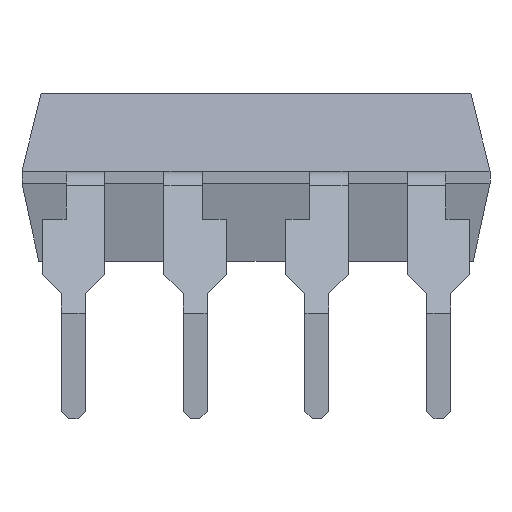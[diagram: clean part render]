
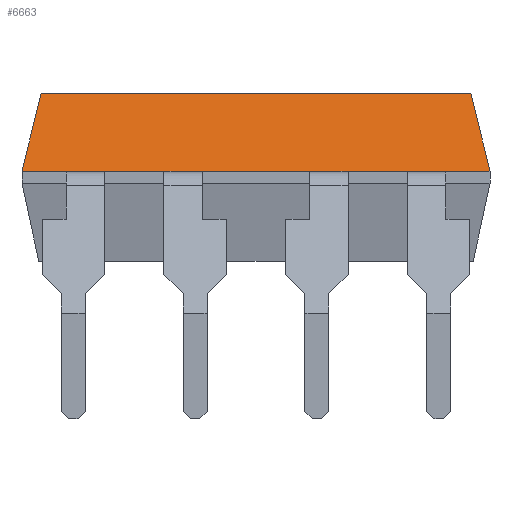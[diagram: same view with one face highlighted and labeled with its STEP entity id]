
A CAD part, front view. The second image highlights one B-rep face of the part: STEP entity #6663.
In plain terms, the highlighted planar face has unit normal (0, -0.971, 0.239).
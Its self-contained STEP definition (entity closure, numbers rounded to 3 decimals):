
#265=LINE('',#8869,#866);
#287=LINE('',#9383,#888);
#299=LINE('',#9407,#900);
#311=LINE('',#9431,#912);
#323=LINE('',#9455,#924);
#340=LINE('',#9484,#941);
#342=LINE('',#9488,#943);
#344=LINE('',#9492,#945);
#346=LINE('',#9495,#947);
#362=LINE('',#9522,#963);
#363=LINE('',#9524,#964);
#367=LINE('',#9529,#968);
#866=VECTOR('',#7285,1000.);
#888=VECTOR('',#7311,1000.);
#900=VECTOR('',#7331,1000.);
#912=VECTOR('',#7351,1000.);
#924=VECTOR('',#7371,1000.);
#941=VECTOR('',#7402,1000.);
#943=VECTOR('',#7406,1000.);
#945=VECTOR('',#7410,1000.);
#947=VECTOR('',#7414,1000.);
#963=VECTOR('',#7440,1000.);
#964=VECTOR('',#7443,1000.);
#968=VECTOR('',#7449,1000.);
#1723=ORIENTED_EDGE('',*,*,#3113,.F.);
#1724=ORIENTED_EDGE('',*,*,#3251,.F.);
#1725=ORIENTED_EDGE('',*,*,#3226,.T.);
#1726=ORIENTED_EDGE('',*,*,#3183,.T.);
#1727=ORIENTED_EDGE('',*,*,#3224,.T.);
#1728=ORIENTED_EDGE('',*,*,#3171,.T.);
#1729=ORIENTED_EDGE('',*,*,#3246,.T.);
#1730=ORIENTED_EDGE('',*,*,#3195,.T.);
#1731=ORIENTED_EDGE('',*,*,#3228,.T.);
#1732=ORIENTED_EDGE('',*,*,#3207,.T.);
#1733=ORIENTED_EDGE('',*,*,#3230,.T.);
#1734=ORIENTED_EDGE('',*,*,#3247,.F.);
#3113=EDGE_CURVE('',#3917,#3919,#265,.T.);
#3171=EDGE_CURVE('',#3977,#3976,#287,.T.);
#3183=EDGE_CURVE('',#3985,#3984,#299,.T.);
#3195=EDGE_CURVE('',#3993,#3992,#311,.T.);
#3207=EDGE_CURVE('',#4001,#4000,#323,.T.);
#3224=EDGE_CURVE('',#3984,#3977,#340,.T.);
#3226=EDGE_CURVE('',#4007,#3985,#342,.T.);
#3228=EDGE_CURVE('',#3992,#4001,#344,.T.);
#3230=EDGE_CURVE('',#4000,#4008,#346,.T.);
#3246=EDGE_CURVE('',#3976,#3993,#362,.T.);
#3247=EDGE_CURVE('',#3919,#4008,#363,.T.);
#3251=EDGE_CURVE('',#4007,#3917,#367,.T.);
#3917=VERTEX_POINT('',#8867);
#3919=VERTEX_POINT('',#8870);
#3976=VERTEX_POINT('',#9382);
#3977=VERTEX_POINT('',#9384);
#3984=VERTEX_POINT('',#9406);
#3985=VERTEX_POINT('',#9408);
#3992=VERTEX_POINT('',#9430);
#3993=VERTEX_POINT('',#9432);
#4000=VERTEX_POINT('',#9454);
#4001=VERTEX_POINT('',#9456);
#4007=VERTEX_POINT('',#9489);
#4008=VERTEX_POINT('',#9496);
#4484=EDGE_LOOP('',(#1723,#1724,#1725,#1726,#1727,#1728,#1729,#1730,#1731,
#1732,#1733,#1734));
#4825=FACE_BOUND('',#4484,.T.);
#5148=PLANE('',#6992);
#6663=ADVANCED_FACE('',(#4825),#5148,.F.);
#6992=AXIS2_PLACEMENT_3D('',#9536,#7461,#7462);
#7285=DIRECTION('',(1.,0.,0.));
#7311=DIRECTION('',(1.,0.,0.));
#7331=DIRECTION('',(1.,0.,0.));
#7351=DIRECTION('',(1.,0.,0.));
#7371=DIRECTION('',(1.,0.,0.));
#7402=DIRECTION('',(1.,0.,0.));
#7406=DIRECTION('',(1.,0.,0.));
#7410=DIRECTION('',(1.,0.,0.));
#7414=DIRECTION('',(1.,0.,0.));
#7440=DIRECTION('',(1.,0.,0.));
#7443=DIRECTION('',(0.232,-0.232,-0.944));
#7449=DIRECTION('',(0.232,0.232,0.944));
#7461=DIRECTION('',(0.,0.971,-0.239));
#7462=DIRECTION('',(0.,0.239,0.971));
#8867=CARTESIAN_POINT('',(-4.48,-2.9,3.5));
#8869=CARTESIAN_POINT('',(-4.88,-2.9,3.5));
#8870=CARTESIAN_POINT('',(4.48,-2.9,3.5));
#9382=CARTESIAN_POINT('',(-1.12,-3.3,1.875));
#9383=CARTESIAN_POINT('',(-4.88,-3.3,1.875));
#9384=CARTESIAN_POINT('',(-1.92,-3.3,1.875));
#9406=CARTESIAN_POINT('',(-3.16,-3.3,1.875));
#9407=CARTESIAN_POINT('',(-4.88,-3.3,1.875));
#9408=CARTESIAN_POINT('',(-3.96,-3.3,1.875));
#9430=CARTESIAN_POINT('',(1.92,-3.3,1.875));
#9431=CARTESIAN_POINT('',(-4.88,-3.3,1.875));
#9432=CARTESIAN_POINT('',(1.12,-3.3,1.875));
#9454=CARTESIAN_POINT('',(3.96,-3.3,1.875));
#9455=CARTESIAN_POINT('',(-4.88,-3.3,1.875));
#9456=CARTESIAN_POINT('',(3.16,-3.3,1.875));
#9484=CARTESIAN_POINT('',(-4.88,-3.3,1.875));
#9488=CARTESIAN_POINT('',(-4.88,-3.3,1.875));
#9489=CARTESIAN_POINT('',(-4.88,-3.3,1.875));
#9492=CARTESIAN_POINT('',(-4.88,-3.3,1.875));
#9495=CARTESIAN_POINT('',(-4.88,-3.3,1.875));
#9496=CARTESIAN_POINT('',(4.88,-3.3,1.875));
#9522=CARTESIAN_POINT('',(-4.88,-3.3,1.875));
#9524=CARTESIAN_POINT('',(4.88,-3.3,1.875));
#9529=CARTESIAN_POINT('',(-4.88,-3.3,1.875));
#9536=CARTESIAN_POINT('',(-4.88,-3.3,1.875));
